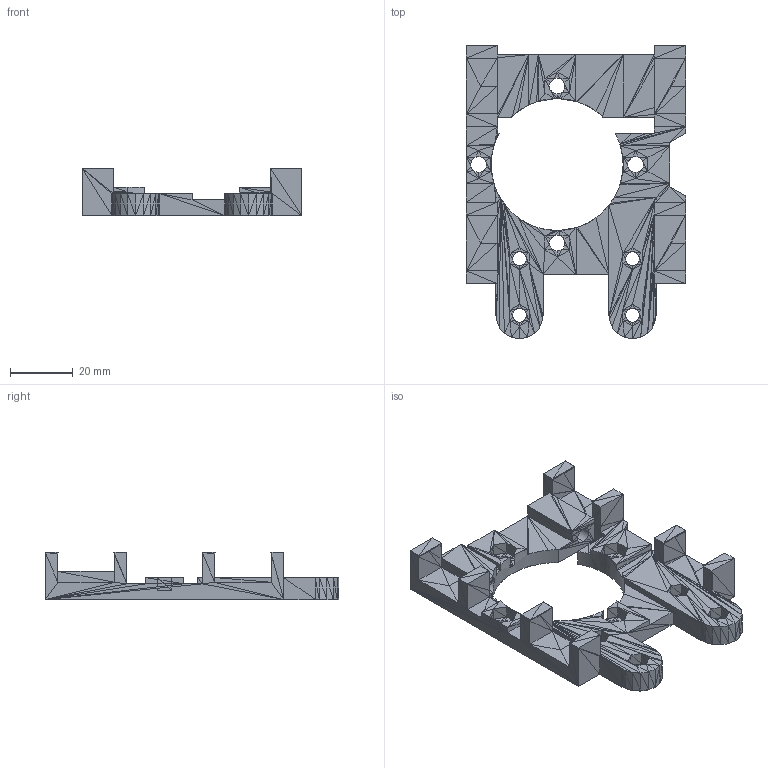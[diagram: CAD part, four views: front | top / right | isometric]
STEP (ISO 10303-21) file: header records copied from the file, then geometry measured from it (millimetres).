
FILE_DESCRIPTION (( 'STEP AP214' ), '1' );
FILE_NAME ('x-carriage.STEP', '2012-06-16T17:21:13', ( '' ), ( '' ), 'SwSTEP 2.0', 'SolidWorks 2011', '' );
FILE_SCHEMA (( 'AUTOMOTIVE_DESIGN' ));
Length unit declared in the file: millimetre
Products named in the file (1): x-carriage
Bounding box: 70 x 93.5 x 15 mm (x, y, z)
Volume: 26253.7 mm3; surface area: 15417.6 mm2
Topology: 1 solids, 1 shells, 982 faces, 1730 edges, 728 vertices
Faces by surface type: plane 958, cylinder 24
Entity records: 21841 total; most frequent: DIRECTION 4029, CARTESIAN_POINT 3492, ORIENTED_EDGE 3460, EDGE_CURVE 1730, LINE 1383, VECTOR 1383, AXIS2_PLACEMENT_3D 1323, ADVANCED_FACE 982
